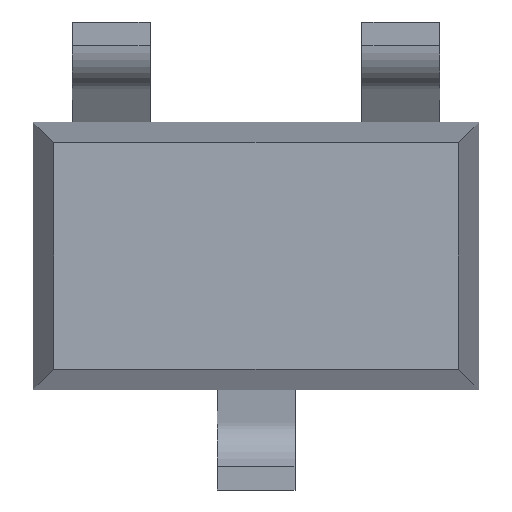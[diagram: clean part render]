
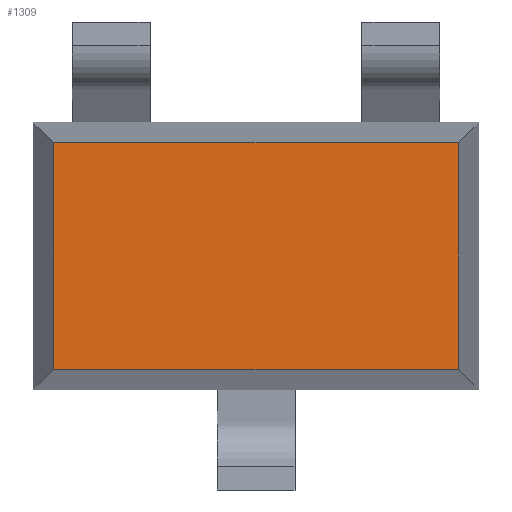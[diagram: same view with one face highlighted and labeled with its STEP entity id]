
A CAD part, front view. The second image highlights one B-rep face of the part: STEP entity #1309.
In plain terms, the highlighted planar face has unit normal (0, -1, 0).
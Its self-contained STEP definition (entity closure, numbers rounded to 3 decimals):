
#90 = VECTOR ( 'NONE', #729, 1000. ) ;
#144 = DIRECTION ( 'NONE',  ( 0., 0., -1. ) ) ;
#175 = EDGE_CURVE ( 'NONE', #1190, #1586, #465, .T. ) ;
#203 = LINE ( 'NONE', #930, #1319 ) ;
#235 = ORIENTED_EDGE ( 'NONE', *, *, #461, .F. ) ;
#313 = VECTOR ( 'NONE', #1066, 1000. ) ;
#327 = AXIS2_PLACEMENT_3D ( 'NONE', #1520, #755, #643 ) ;
#367 = CARTESIAN_POINT ( 'NONE',  ( 0., -0.65, -0.509 ) ) ;
#374 = EDGE_CURVE ( 'NONE', #392, #1273, #1124, .T. ) ;
#392 = VERTEX_POINT ( 'NONE', #1224 ) ;
#401 = ORIENTED_EDGE ( 'NONE', *, *, #175, .F. ) ;
#415 = CARTESIAN_POINT ( 'NONE',  ( 0.909, -0.65, 0.509 ) ) ;
#461 = EDGE_CURVE ( 'NONE', #1586, #392, #570, .T. ) ;
#465 = LINE ( 'NONE', #943, #313 ) ;
#563 = ORIENTED_EDGE ( 'NONE', *, *, #374, .F. ) ;
#570 = LINE ( 'NONE', #1134, #1204 ) ;
#620 = EDGE_LOOP ( 'NONE', ( #1621, #563, #235, #401 ) ) ;
#643 = DIRECTION ( 'NONE',  ( 0., 0., 1. ) ) ;
#729 = DIRECTION ( 'NONE',  ( -1., 0., 0. ) ) ;
#755 = DIRECTION ( 'NONE',  ( 0., 1., 0. ) ) ;
#865 = CARTESIAN_POINT ( 'NONE',  ( -0.909, -0.65, -0.509 ) ) ;
#915 = DIRECTION ( 'NONE',  ( 0., 0., 1. ) ) ;
#930 = CARTESIAN_POINT ( 'NONE',  ( -0.909, -0.65, 0. ) ) ;
#943 = CARTESIAN_POINT ( 'NONE',  ( 0., -0.65, 0.509 ) ) ;
#1016 = FACE_OUTER_BOUND ( 'NONE', #620, .T. ) ;
#1066 = DIRECTION ( 'NONE',  ( 1., 0., 0. ) ) ;
#1124 = LINE ( 'NONE', #367, #90 ) ;
#1134 = CARTESIAN_POINT ( 'NONE',  ( 0.909, -0.65, 0. ) ) ;
#1190 = VERTEX_POINT ( 'NONE', #1498 ) ;
#1204 = VECTOR ( 'NONE', #144, 1000. ) ;
#1224 = CARTESIAN_POINT ( 'NONE',  ( 0.909, -0.65, -0.509 ) ) ;
#1273 = VERTEX_POINT ( 'NONE', #865 ) ;
#1309 = ADVANCED_FACE ( 'NONE', ( #1016 ), #1388, .F. ) ;
#1319 = VECTOR ( 'NONE', #915, 1000. ) ;
#1388 = PLANE ( 'NONE',  #327 ) ;
#1467 = EDGE_CURVE ( 'NONE', #1273, #1190, #203, .T. ) ;
#1498 = CARTESIAN_POINT ( 'NONE',  ( -0.909, -0.65, 0.509 ) ) ;
#1520 = CARTESIAN_POINT ( 'NONE',  ( 0., -0.65, 0. ) ) ;
#1586 = VERTEX_POINT ( 'NONE', #415 ) ;
#1621 = ORIENTED_EDGE ( 'NONE', *, *, #1467, .F. ) ;
